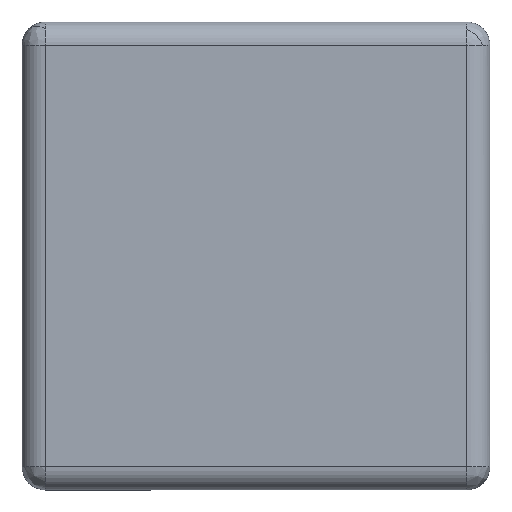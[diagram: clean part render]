
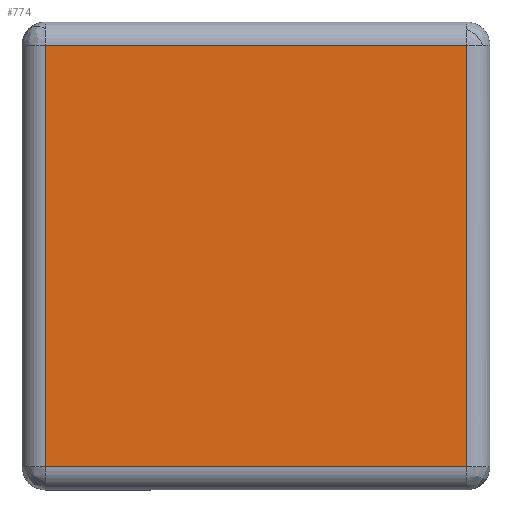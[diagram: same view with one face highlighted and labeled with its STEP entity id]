
A CAD part, top view. The second image highlights one B-rep face of the part: STEP entity #774.
In plain terms, the highlighted planar face has unit normal (0, 0, 1).
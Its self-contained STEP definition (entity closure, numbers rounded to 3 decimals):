
#24 = VECTOR ( 'NONE', #405, 1000. ) ;
#25 = CARTESIAN_POINT ( 'NONE',  ( -30., -27., 4. ) ) ;
#311 = CARTESIAN_POINT ( 'NONE',  ( -30., 30., 4. ) ) ;
#363 = EDGE_CURVE ( 'NONE', #3377, #3248, #1344, .T. ) ;
#381 = LINE ( 'NONE', #25, #2828 ) ;
#405 = DIRECTION ( 'NONE',  ( 1., 0., 0. ) ) ;
#418 = ORIENTED_EDGE ( 'NONE', *, *, #810, .F. ) ;
#463 = CARTESIAN_POINT ( 'NONE',  ( 27., 30., 4. ) ) ;
#565 = FACE_OUTER_BOUND ( 'NONE', #2784, .T. ) ;
#755 = ORIENTED_EDGE ( 'NONE', *, *, #363, .F. ) ;
#774 = ADVANCED_FACE ( 'NONE', ( #565 ), #2833, .F. ) ;
#810 = EDGE_CURVE ( 'NONE', #3610, #2329, #381, .T. ) ;
#858 = DIRECTION ( 'NONE',  ( 0., 0., -1. ) ) ;
#994 = ORIENTED_EDGE ( 'NONE', *, *, #1369, .F. ) ;
#1017 = EDGE_CURVE ( 'NONE', #3248, #3610, #1664, .T. ) ;
#1119 = DIRECTION ( 'NONE',  ( -1., 0., 0. ) ) ;
#1295 = DIRECTION ( 'NONE',  ( 0., -1., 0. ) ) ;
#1344 = LINE ( 'NONE', #2909, #24 ) ;
#1369 = EDGE_CURVE ( 'NONE', #2329, #3377, #2027, .T. ) ;
#1664 = LINE ( 'NONE', #463, #2296 ) ;
#2024 = AXIS2_PLACEMENT_3D ( 'NONE', #311, #858, #1119 ) ;
#2027 = LINE ( 'NONE', #2067, #3564 ) ;
#2067 = CARTESIAN_POINT ( 'NONE',  ( -27., 30., 4. ) ) ;
#2209 = ORIENTED_EDGE ( 'NONE', *, *, #1017, .F. ) ;
#2254 = DIRECTION ( 'NONE',  ( -1., 0., 0. ) ) ;
#2296 = VECTOR ( 'NONE', #1295, 1000. ) ;
#2329 = VERTEX_POINT ( 'NONE', #2498 ) ;
#2498 = CARTESIAN_POINT ( 'NONE',  ( -27., -27., 4. ) ) ;
#2784 = EDGE_LOOP ( 'NONE', ( #994, #418, #2209, #755 ) ) ;
#2828 = VECTOR ( 'NONE', #2254, 1000. ) ;
#2830 = CARTESIAN_POINT ( 'NONE',  ( 27., -27., 4. ) ) ;
#2833 = PLANE ( 'NONE',  #2024 ) ;
#2909 = CARTESIAN_POINT ( 'NONE',  ( -30., 27., 4. ) ) ;
#2962 = CARTESIAN_POINT ( 'NONE',  ( 27., 27., 4. ) ) ;
#3228 = DIRECTION ( 'NONE',  ( 0., 1., 0. ) ) ;
#3248 = VERTEX_POINT ( 'NONE', #2962 ) ;
#3377 = VERTEX_POINT ( 'NONE', #3575 ) ;
#3564 = VECTOR ( 'NONE', #3228, 1000. ) ;
#3575 = CARTESIAN_POINT ( 'NONE',  ( -27., 27., 4. ) ) ;
#3610 = VERTEX_POINT ( 'NONE', #2830 ) ;
